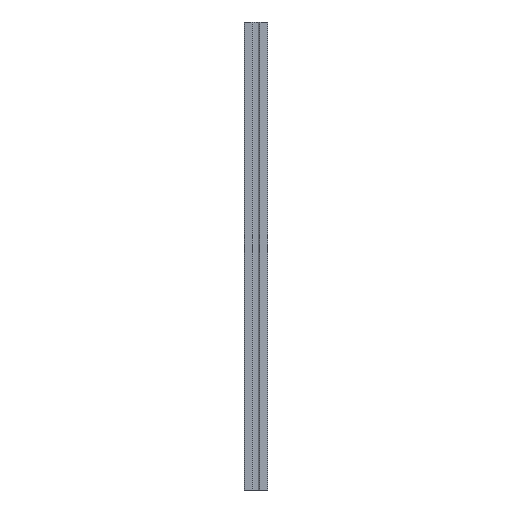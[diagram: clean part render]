
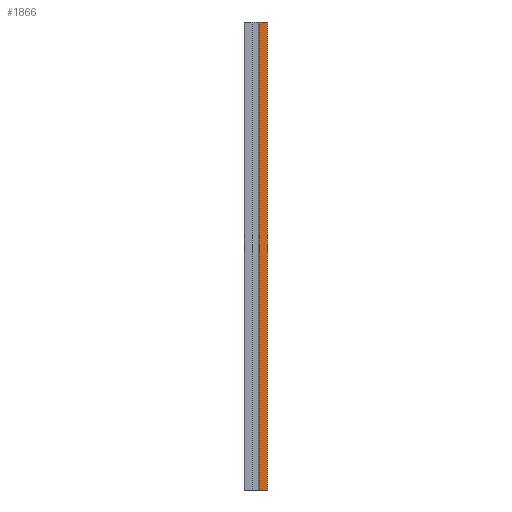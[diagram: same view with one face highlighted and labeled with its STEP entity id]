
A CAD part, left-side view. The second image highlights one B-rep face of the part: STEP entity #1866.
In plain terms, the highlighted planar face has unit normal (-1, 0, 0).
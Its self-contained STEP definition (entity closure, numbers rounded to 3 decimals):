
#179=FACE_OUTER_BOUND('',#266,.T.);
#266=EDGE_LOOP('',(#1158,#1159,#1160,#1161));
#355=LINE('',#2765,#520);
#356=LINE('',#2767,#521);
#357=LINE('',#2769,#522);
#358=LINE('',#2770,#523);
#520=VECTOR('',#2180,200.);
#521=VECTOR('',#2181,3.1);
#522=VECTOR('',#2182,200.);
#523=VECTOR('',#2183,3.1);
#685=VERTEX_POINT('',#2763);
#686=VERTEX_POINT('',#2764);
#687=VERTEX_POINT('',#2766);
#688=VERTEX_POINT('',#2768);
#871=EDGE_CURVE('',#685,#686,#355,.T.);
#872=EDGE_CURVE('',#685,#687,#356,.T.);
#873=EDGE_CURVE('',#688,#687,#357,.T.);
#874=EDGE_CURVE('',#688,#686,#358,.T.);
#1158=ORIENTED_EDGE('',*,*,#871,.F.);
#1159=ORIENTED_EDGE('',*,*,#872,.T.);
#1160=ORIENTED_EDGE('',*,*,#873,.F.);
#1161=ORIENTED_EDGE('',*,*,#874,.T.);
#1732=PLANE('',#1967);
#1866=ADVANCED_FACE('',(#179),#1732,.T.);
#1967=AXIS2_PLACEMENT_3D('',#2762,#2178,#2179);
#2178=DIRECTION('center_axis',(-1.,0.,0.));
#2179=DIRECTION('ref_axis',(0.,-1.,0.));
#2180=DIRECTION('',(0.,0.,1.));
#2181=DIRECTION('',(0.,-1.,0.));
#2182=DIRECTION('',(0.,0.,-1.));
#2183=DIRECTION('',(0.,1.,0.));
#2762=CARTESIAN_POINT('Origin',(-5.,-5.,100.));
#2763=CARTESIAN_POINT('',(-5.,-1.7,0.));
#2764=CARTESIAN_POINT('',(-5.,-1.7,200.));
#2765=CARTESIAN_POINT('',(-5.,-1.7,0.));
#2766=CARTESIAN_POINT('',(-5.,-4.8,0.));
#2767=CARTESIAN_POINT('',(-5.,-1.7,0.));
#2768=CARTESIAN_POINT('',(-5.,-4.8,200.));
#2769=CARTESIAN_POINT('',(-5.,-4.8,200.));
#2770=CARTESIAN_POINT('',(-5.,-4.8,200.));
